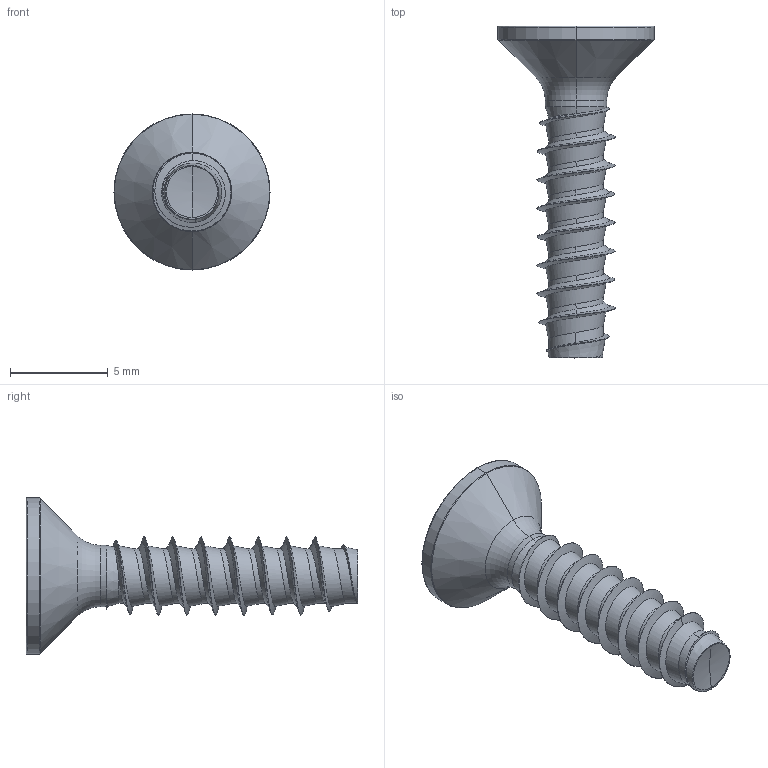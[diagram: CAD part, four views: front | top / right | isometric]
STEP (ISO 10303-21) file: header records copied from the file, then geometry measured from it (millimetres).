
FILE_DESCRIPTION (( 'STEP AP203' ), '1' );
FILE_NAME ('STP330400170.STEP', '2019-05-16T00:54:06', ( '' ), ( '' ), 'SwSTEP 2.0', 'SolidWorks 2015', '' );
FILE_SCHEMA (( 'CONFIG_CONTROL_DESIGN' ));
Length unit declared in the file: millimetre
Products named in the file (2): STP330400170
Bounding box: 8 x 17 x 8 mm (x, y, z)
Volume: 190.9 mm3; surface area: 351.2 mm2
Topology: 1 solids, 1 shells, 180 faces, 408 edges, 230 vertices
Faces by surface type: cylinder 64, bspline 51, sphere 26, plane 22, cone 11, torus 6
Entity records: 17853 total; most frequent: CARTESIAN_POINT 14140, ORIENTED_EDGE 812, DIRECTION 663, EDGE_CURVE 406, AXIS2_PLACEMENT_3D 272, VERTEX_POINT 230, EDGE_LOOP 182, FACE_OUTER_BOUND 180
